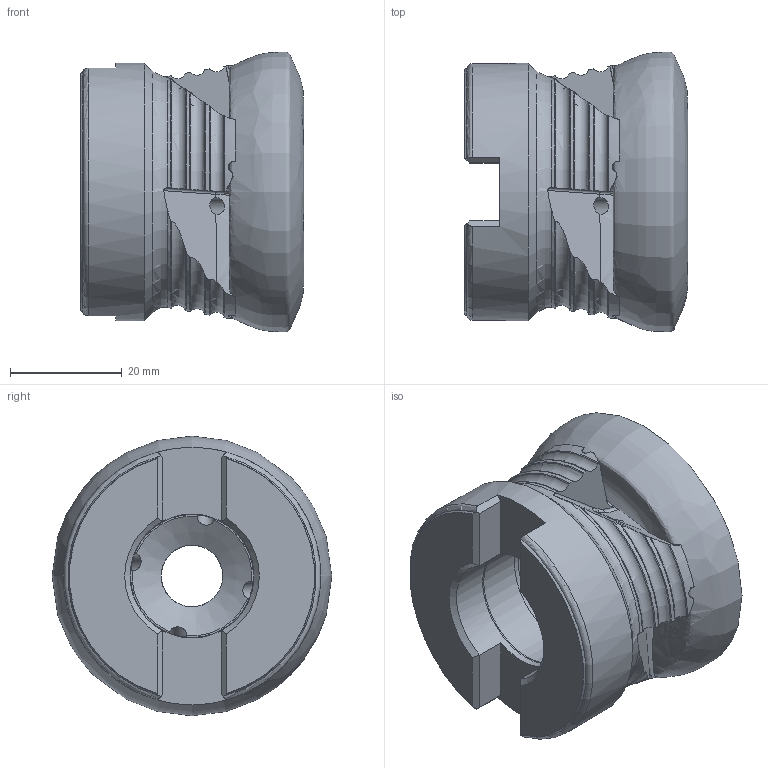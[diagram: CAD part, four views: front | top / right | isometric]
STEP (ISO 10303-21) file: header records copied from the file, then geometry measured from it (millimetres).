
FILE_DESCRIPTION (( 'STEP AP214' ), '1' );
FILE_NAME ('00PP-050-12-4.STEP', '2013-10-09T06:35:20', ( '' ), ( '' ), 'SwSTEP 2.0', 'SolidWorks 2013', '' );
FILE_SCHEMA (( 'AUTOMOTIVE_DESIGN' ));
Length unit declared in the file: millimetre
Products named in the file (1): 00PP-050-12-4
Bounding box: 39.94 x 49.96 x 49.96 mm (x, y, z)
Volume: 47443.8 mm3; surface area: 12618.5 mm2
Topology: 1 solids, 5 shells, 236 faces, 676 edges, 442 vertices
Faces by surface type: plane 82, torus 49, cone 45, cylinder 42, bspline 18
Full cylindrical faces by diameter (mm): 3 x4, 11 x1, 16.5 x1, 22 x1, 22.15 x1, 22.3 x1, 46 x1
Entity records: 11672 total; most frequent: CARTESIAN_POINT 6257, ORIENTED_EDGE 1286, DIRECTION 888, EDGE_CURVE 643, VERTEX_POINT 427, AXIS2_PLACEMENT_3D 370, B_SPLINE_CURVE_WITH_KNOTS 292, EDGE_LOOP 254
